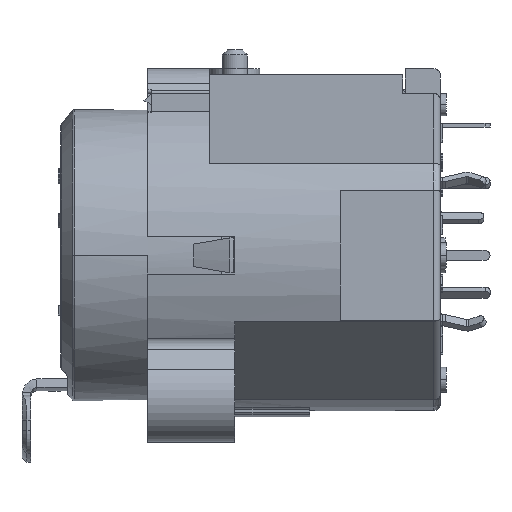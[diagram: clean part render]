
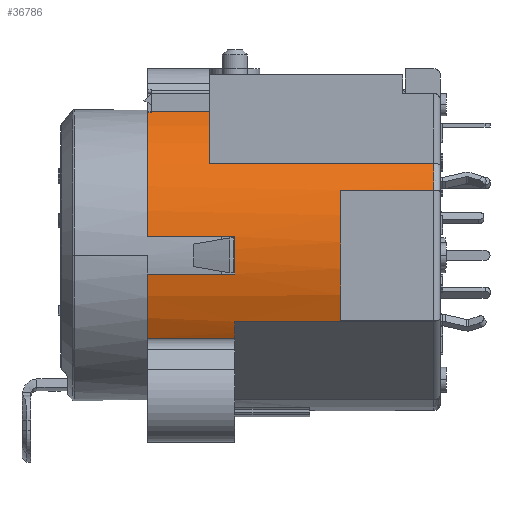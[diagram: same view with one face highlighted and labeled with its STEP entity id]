
A CAD part, left-side view. The second image highlights one B-rep face of the part: STEP entity #36786.
In plain terms, the highlighted cylindrical face has radius 13 mm (diameter 26 mm), a partial arc.
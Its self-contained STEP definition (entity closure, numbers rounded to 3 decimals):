
#7340=CARTESIAN_POINT('',(0.,-22.5,0.));
#7341=DIRECTION('',(0.,-1.,0.));
#7342=DIRECTION('',(-0.915,0.,0.403));
#7343=AXIS2_PLACEMENT_3D('',#7340,#7341,#7342);
#7345=CARTESIAN_POINT('',(-11.879,-30.143,
-5.281));
#7346=CARTESIAN_POINT('',(-11.884,-30.128,
-5.271));
#7347=CARTESIAN_POINT('',(-11.891,-30.096,
-5.253));
#7348=CARTESIAN_POINT('',(-11.899,-30.048,
-5.237));
#7349=CARTESIAN_POINT('',(-11.9,-30.016,-5.234));
#7350=CARTESIAN_POINT('',(-11.9,-30.,-5.234));
#7352=CARTESIAN_POINT('',(0.,-7.,0.));
#7353=DIRECTION('',(0.,1.,0.));
#7354=DIRECTION('',(-0.859,0.,-0.513));
#7355=AXIS2_PLACEMENT_3D('',#7352,#7353,#7354);
#7357=CARTESIAN_POINT('',(0.,-7.,0.));
#7358=DIRECTION('',(0.,1.,0.));
#7359=DIRECTION('',(-0.993,0.,0.115));
#7360=AXIS2_PLACEMENT_3D('',#7357,#7358,#7359);
#7404=DIRECTION('',(0.,-1.,0.));
#7405=VECTOR('',#7404,7.5);
#7406=CARTESIAN_POINT('',(-11.9,-22.5,5.234));
#7407=LINE('',#7406,#7405);
#7408=DIRECTION('',(0.,-1.,0.));
#7409=VECTOR('',#7408,7.5);
#7410=CARTESIAN_POINT('',(-11.9,-22.5,-5.234));
#7411=LINE('',#7410,#7409);
#7416=CARTESIAN_POINT('',(0.,-14.,0.));
#7417=DIRECTION('',(0.,-1.,0.));
#7418=DIRECTION('',(-0.993,0.,0.115));
#7419=AXIS2_PLACEMENT_3D('',#7416,#7417,#7418);
#7438=DIRECTION('',(0.,-1.,0.));
#7439=VECTOR('',#7438,7.);
#7440=CARTESIAN_POINT('',(-12.913,-7.,1.5));
#7441=LINE('',#7440,#7439);
#8092=CARTESIAN_POINT('',(0.,-14.,0.));
#8093=DIRECTION('',(0.,-1.,0.));
#8094=DIRECTION('',(-0.912,0.,-0.41));
#8095=AXIS2_PLACEMENT_3D('',#8092,#8093,#8094);
#8375=CARTESIAN_POINT('',(0.,-12.,0.));
#8376=DIRECTION('',(0.,-1.,0.));
#8377=DIRECTION('',(-0.462,0.,0.887));
#8378=AXIS2_PLACEMENT_3D('',#8375,#8376,#8377);
#8460=DIRECTION('',(0.,-1.,0.));
#8461=VECTOR('',#8460,0.3);
#8462=CARTESIAN_POINT('',(-6.,-7.,11.533));
#8463=LINE('',#8462,#8461);
#8827=DIRECTION('',(0.,-1.,0.));
#8828=VECTOR('',#8827,7.);
#8829=CARTESIAN_POINT('',(-11.162,-7.,-6.663));
#8830=LINE('',#8829,#8828);
#16623=DIRECTION('',(0.,-1.,0.));
#16624=VECTOR('',#16623,7.);
#16625=CARTESIAN_POINT('',(-12.913,-7.,-1.5));
#16626=LINE('',#16625,#16624);
#16631=DIRECTION('',(0.,1.,0.));
#16632=VECTOR('',#16631,18.);
#16633=CARTESIAN_POINT('',(-10.7,-30.,7.383));
#16634=LINE('',#16633,#16632);
#16658=CARTESIAN_POINT('',(0.,-30.,0.));
#16659=DIRECTION('',(0.,1.,0.));
#16660=DIRECTION('',(-0.915,0.,0.403));
#16661=AXIS2_PLACEMENT_3D('',#16658,#16659,#16660);
#16687=CARTESIAN_POINT('',(-11.879,-30.143,
-5.281));
#16710=CARTESIAN_POINT('',(-11.879,-30.143,
-5.281));
#16711=CARTESIAN_POINT('',(-11.874,-30.128,
-5.291));
#16712=CARTESIAN_POINT('',(-11.867,-30.096,
-5.308));
#16713=CARTESIAN_POINT('',(-11.86,-30.047,
-5.323));
#16714=CARTESIAN_POINT('',(-11.859,-30.016,
-5.327));
#16715=CARTESIAN_POINT('',(-11.859,-30.,-5.327));
#16736=DIRECTION('',(0.,-1.,0.));
#16737=VECTOR('',#16736,16.);
#16738=CARTESIAN_POINT('',(-11.859,-14.,-5.327));
#16739=LINE('',#16738,#16737);
#16752=DIRECTION('',(0.,-1.,0.));
#16753=VECTOR('',#16752,4.7);
#16754=CARTESIAN_POINT('',(-6.,-7.3,11.533));
#16755=LINE('',#16754,#16753);
#17340=CARTESIAN_POINT('',(-11.859,-14.,-5.327));
#17342=VERTEX_POINT('',#17340);
#17358=CARTESIAN_POINT('',(-12.913,-7.,-1.5));
#17360=VERTEX_POINT('',#17358);
#17365=CARTESIAN_POINT('',(-12.913,-7.,1.5));
#17367=VERTEX_POINT('',#17365);
#17368=CARTESIAN_POINT('',(-12.913,-14.,-1.5));
#17369=VERTEX_POINT('',#17368);
#17370=CARTESIAN_POINT('',(-12.913,-14.,1.5));
#17371=VERTEX_POINT('',#17370);
#17397=CARTESIAN_POINT('',(-6.,-12.,11.533));
#17398=CARTESIAN_POINT('',(-10.7,-12.,7.383));
#17399=VERTEX_POINT('',#17397);
#17400=VERTEX_POINT('',#17398);
#17979=CARTESIAN_POINT('',(-11.162,-7.,-6.663));
#17980=CARTESIAN_POINT('',(-11.162,-14.,-6.664));
#17981=VERTEX_POINT('',#17979);
#17982=VERTEX_POINT('',#17980);
#18044=CARTESIAN_POINT('',(-6.,-7.3,11.533));
#18046=VERTEX_POINT('',#18044);
#18069=CARTESIAN_POINT('',(-6.,-7.,11.533));
#18070=VERTEX_POINT('',#18069);
#18680=CARTESIAN_POINT('',(-11.859,-30.,-5.327));
#18681=VERTEX_POINT('',#18680);
#18684=CARTESIAN_POINT('',(-11.9,-30.,5.234));
#18685=CARTESIAN_POINT('',(-11.9,-30.,-5.234));
#18686=VERTEX_POINT('',#18684);
#18687=VERTEX_POINT('',#18685);
#18688=CARTESIAN_POINT('',(-10.7,-30.,7.383));
#18689=VERTEX_POINT('',#18688);
#18696=CARTESIAN_POINT('',(-11.9,-22.5,5.234));
#18697=VERTEX_POINT('',#18696);
#18705=VERTEX_POINT('',#16687);
#18780=CARTESIAN_POINT('',(-11.9,-22.5,-5.234));
#18781=VERTEX_POINT('',#18780);
#36743=CARTESIAN_POINT('',(0.,-7.,0.));
#36744=DIRECTION('',(0.,-1.,0.));
#36745=DIRECTION('',(1.,0.,0.));
#36746=AXIS2_PLACEMENT_3D('',#36743,#36744,#36745);
#36747=CYLINDRICAL_SURFACE('',#36746,13.);
#36749=ORIENTED_EDGE('',*,*,#36748,.T.);
#36751=ORIENTED_EDGE('',*,*,#36750,.T.);
#36753=ORIENTED_EDGE('',*,*,#36752,.F.);
#36755=ORIENTED_EDGE('',*,*,#36754,.T.);
#36757=ORIENTED_EDGE('',*,*,#36756,.F.);
#36759=ORIENTED_EDGE('',*,*,#36758,.T.);
#36761=ORIENTED_EDGE('',*,*,#36760,.F.);
#36763=ORIENTED_EDGE('',*,*,#36762,.T.);
#36765=ORIENTED_EDGE('',*,*,#36764,.T.);
#36767=ORIENTED_EDGE('',*,*,#36766,.F.);
#36769=ORIENTED_EDGE('',*,*,#36768,.F.);
#36771=ORIENTED_EDGE('',*,*,#36770,.T.);
#36773=ORIENTED_EDGE('',*,*,#36772,.T.);
#36775=ORIENTED_EDGE('',*,*,#36774,.T.);
#36777=ORIENTED_EDGE('',*,*,#36776,.T.);
#36779=ORIENTED_EDGE('',*,*,#36778,.F.);
#36781=ORIENTED_EDGE('',*,*,#36780,.F.);
#36783=ORIENTED_EDGE('',*,*,#36782,.F.);
#36784=EDGE_LOOP('',(#36749,#36751,#36753,#36755,#36757,#36759,#36761,#36763,
#36765,#36767,#36769,#36771,#36773,#36775,#36777,#36779,#36781,#36783));
#36785=FACE_OUTER_BOUND('',#36784,.F.);
#7344=CIRCLE('',#7343,13.);
#7351=B_SPLINE_CURVE_WITH_KNOTS('',3,(#7345,#7346,#7347,#7348,#7349,#7350),
.UNSPECIFIED.,.F.,.F.,(4,1,1,4),(0.,0.333,0.667,1.),
.UNSPECIFIED.);
#7356=CIRCLE('',#7355,13.);
#7361=CIRCLE('',#7360,13.);
#7420=CIRCLE('',#7419,13.);
#8096=CIRCLE('',#8095,13.);
#8379=CIRCLE('',#8378,13.);
#16662=CIRCLE('',#16661,13.);
#16716=B_SPLINE_CURVE_WITH_KNOTS('',3,(#16710,#16711,#16712,#16713,#16714,
#16715),.UNSPECIFIED.,.F.,.F.,(4,1,1,4),(0.,0.333,
0.667,1.),.UNSPECIFIED.);
#36748=EDGE_CURVE('',#18697,#18781,#7344,.T.);
#36750=EDGE_CURVE('',#18781,#18687,#7411,.T.);
#36752=EDGE_CURVE('',#18705,#18687,#7351,.T.);
#36754=EDGE_CURVE('',#18705,#18681,#16716,.T.);
#36756=EDGE_CURVE('',#17342,#18681,#16739,.T.);
#36758=EDGE_CURVE('',#17342,#17982,#8096,.T.);
#36760=EDGE_CURVE('',#17981,#17982,#8830,.T.);
#36762=EDGE_CURVE('',#17981,#17360,#7356,.T.);
#36764=EDGE_CURVE('',#17360,#17369,#16626,.T.);
#36766=EDGE_CURVE('',#17371,#17369,#7420,.T.);
#36768=EDGE_CURVE('',#17367,#17371,#7441,.T.);
#36770=EDGE_CURVE('',#17367,#18070,#7361,.T.);
#36772=EDGE_CURVE('',#18070,#18046,#8463,.T.);
#36774=EDGE_CURVE('',#18046,#17399,#16755,.T.);
#36776=EDGE_CURVE('',#17399,#17400,#8379,.T.);
#36778=EDGE_CURVE('',#18689,#17400,#16634,.T.);
#36780=EDGE_CURVE('',#18686,#18689,#16662,.T.);
#36782=EDGE_CURVE('',#18697,#18686,#7407,.T.);
#36786=ADVANCED_FACE('',(#36785),#36747,.T.);
